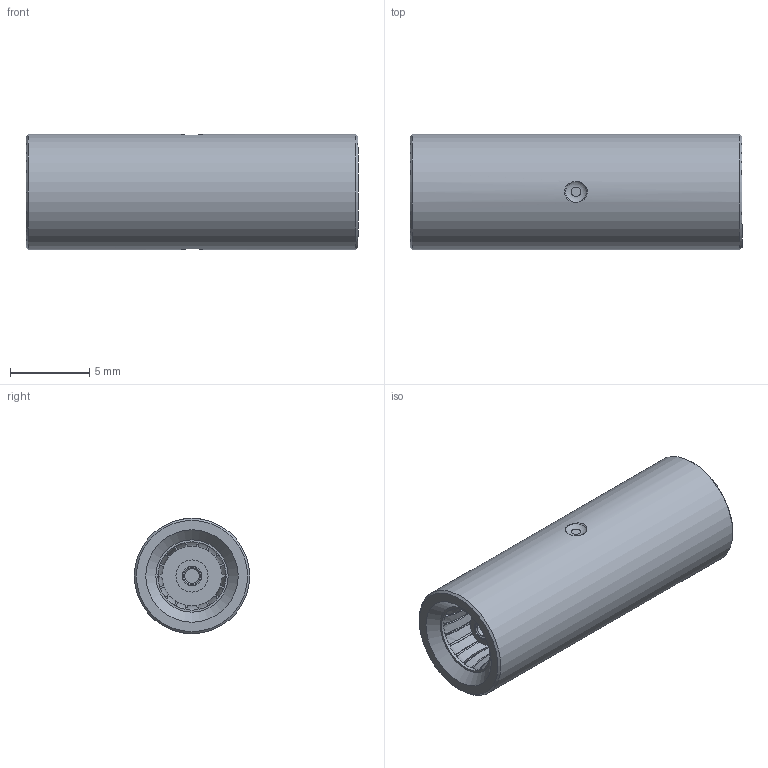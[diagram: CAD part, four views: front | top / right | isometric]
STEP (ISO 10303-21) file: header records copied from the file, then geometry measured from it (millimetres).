
FILE_DESCRIPTION (( 'STEP AP203' ), '1' );
FILE_NAME ('FMAD1105_3D.step', '2021-03-26T20:38:24', ( '' ), ( '' ), 'SwSTEP 2.0', 'SolidWorks 2020', '' );
FILE_SCHEMA (( 'CONFIG_CONTROL_DESIGN' ));
Length unit declared in the file: inch
Products named in the file (1): FMAD1105_3D
Bounding box: 21 x 7.29 x 7.29 mm (x, y, z)
Volume: 737.6 mm3; surface area: 949.4 mm2
Topology: 1 solids, 1 shells, 271 faces, 968 edges, 645 vertices
Faces by surface type: plane 160, cylinder 89, cone 14, bspline 6, torus 2
Full cylindrical faces by diameter (mm): 0.94 x2, 1.194 x2, 1.245 x2, 2.032 x2, 4.064 x2, 4.318 x2, 4.561 x2, 4.572 x2, 7.29 x1
Entity records: 11193 total; most frequent: CARTESIAN_POINT 3810, ORIENTED_EDGE 1856, DIRECTION 1128, EDGE_CURVE 928, VERTEX_POINT 632, B_SPLINE_CURVE_WITH_KNOTS 446, AXIS2_PLACEMENT_3D 424, EDGE_LOOP 316
